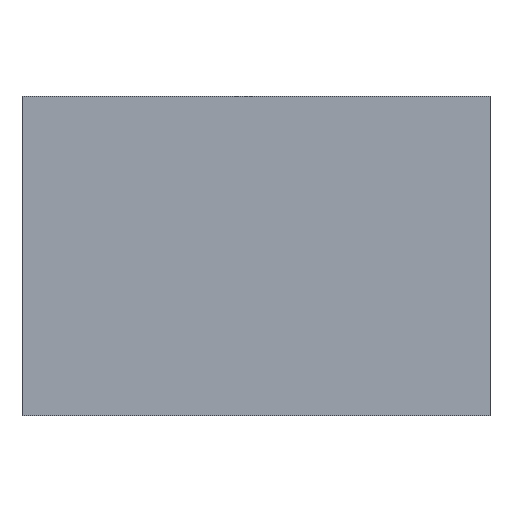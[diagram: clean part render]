
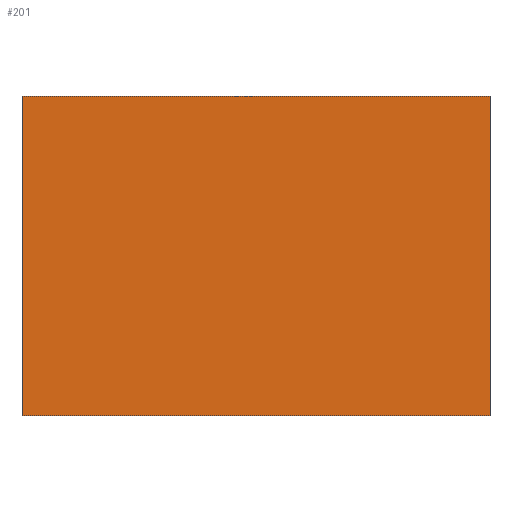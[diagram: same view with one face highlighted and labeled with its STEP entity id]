
A CAD part, front view. The second image highlights one B-rep face of the part: STEP entity #201.
In plain terms, the highlighted planar face has unit normal (0, -1, 0).
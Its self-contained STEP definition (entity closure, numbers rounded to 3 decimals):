
#3 = CARTESIAN_POINT ( 'NONE',  ( 0., 0., 0. ) ) ;
#13 = LINE ( 'NONE', #126, #70 ) ;
#17 = DIRECTION ( 'NONE',  ( -1., 0., 0. ) ) ;
#22 = LINE ( 'NONE', #206, #194 ) ;
#27 = DIRECTION ( 'NONE',  ( 0., 0., 1. ) ) ;
#34 = EDGE_CURVE ( 'NONE', #212, #59, #13, .T. ) ;
#37 = ORIENTED_EDGE ( 'NONE', *, *, #34, .F. ) ;
#44 = CARTESIAN_POINT ( 'NONE',  ( 0., 0., 0. ) ) ;
#55 = CARTESIAN_POINT ( 'NONE',  ( 0., 0., -58. ) ) ;
#56 = VECTOR ( 'NONE', #27, 1000. ) ;
#59 = VERTEX_POINT ( 'NONE', #55 ) ;
#61 = DIRECTION ( 'NONE',  ( 1., 0., 0. ) ) ;
#70 = VECTOR ( 'NONE', #17, 1000. ) ;
#78 = DIRECTION ( 'NONE',  ( 0., -1., 0. ) ) ;
#88 = CARTESIAN_POINT ( 'NONE',  ( 0., 0., 0. ) ) ;
#89 = PLANE ( 'NONE',  #143 ) ;
#101 = LINE ( 'NONE', #44, #56 ) ;
#114 = VECTOR ( 'NONE', #61, 1000. ) ;
#124 = ORIENTED_EDGE ( 'NONE', *, *, #215, .F. ) ;
#126 = CARTESIAN_POINT ( 'NONE',  ( 0., 0., -58. ) ) ;
#132 = DIRECTION ( 'NONE',  ( 0., 0., -1. ) ) ;
#143 = AXIS2_PLACEMENT_3D ( 'NONE', #225, #78, #189 ) ;
#145 = VERTEX_POINT ( 'NONE', #3 ) ;
#163 = LINE ( 'NONE', #88, #114 ) ;
#172 = EDGE_LOOP ( 'NONE', ( #195, #37, #199, #124 ) ) ;
#173 = CARTESIAN_POINT ( 'NONE',  ( 85., 0., 0. ) ) ;
#179 = EDGE_CURVE ( 'NONE', #59, #145, #101, .T. ) ;
#181 = VERTEX_POINT ( 'NONE', #173 ) ;
#187 = CARTESIAN_POINT ( 'NONE',  ( 85., 0., -58. ) ) ;
#189 = DIRECTION ( 'NONE',  ( 0., 0., -1. ) ) ;
#194 = VECTOR ( 'NONE', #132, 1000. ) ;
#195 = ORIENTED_EDGE ( 'NONE', *, *, #179, .F. ) ;
#199 = ORIENTED_EDGE ( 'NONE', *, *, #232, .F. ) ;
#201 = ADVANCED_FACE ( 'NONE', ( #210 ), #89, .T. ) ;
#206 = CARTESIAN_POINT ( 'NONE',  ( 85., 0., 0. ) ) ;
#210 = FACE_OUTER_BOUND ( 'NONE', #172, .T. ) ;
#212 = VERTEX_POINT ( 'NONE', #187 ) ;
#215 = EDGE_CURVE ( 'NONE', #145, #181, #163, .T. ) ;
#225 = CARTESIAN_POINT ( 'NONE',  ( 0., 0., 0. ) ) ;
#232 = EDGE_CURVE ( 'NONE', #181, #212, #22, .T. ) ;
